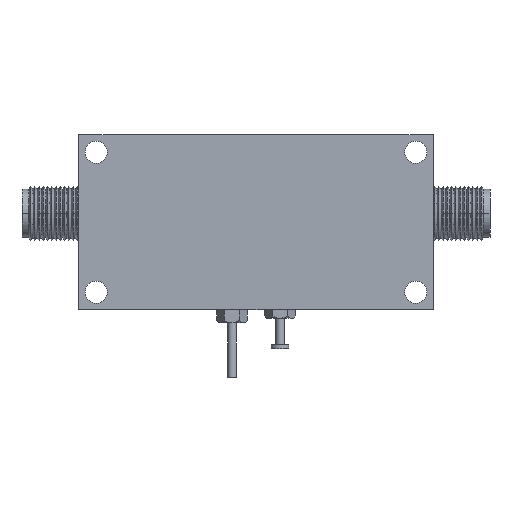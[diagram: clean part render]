
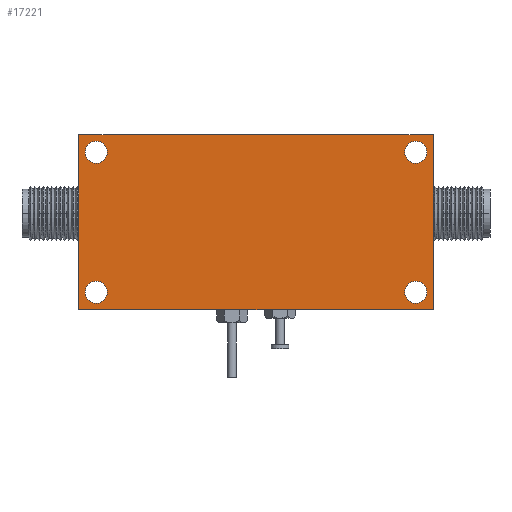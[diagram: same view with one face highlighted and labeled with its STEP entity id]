
A CAD part, front view. The second image highlights one B-rep face of the part: STEP entity #17221.
In plain terms, the highlighted planar face has unit normal (0, -1, 0).
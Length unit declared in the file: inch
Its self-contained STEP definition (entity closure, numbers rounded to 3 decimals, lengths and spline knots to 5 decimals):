
#125 = ORIENTED_EDGE ( 'NONE', *, *, #3654, .F. ) ;
#485 = AXIS2_PLACEMENT_3D ( 'NONE', #11188, #11475, #15580 ) ;
#517 = AXIS2_PLACEMENT_3D ( 'NONE', #16687, #13701, #3342 ) ;
#520 = VERTEX_POINT ( 'NONE', #7405 ) ;
#631 = EDGE_CURVE ( 'NONE', #2820, #520, #12644, .T. ) ;
#714 = VERTEX_POINT ( 'NONE', #11072 ) ;
#959 = ORIENTED_EDGE ( 'NONE', *, *, #1942, .T. ) ;
#1070 = EDGE_CURVE ( 'NONE', #714, #14454, #4319, .T. ) ;
#1081 = LINE ( 'NONE', #15792, #15665 ) ;
#1154 = CIRCLE ( 'NONE', #12046, 0.0505 ) ;
#1233 = CIRCLE ( 'NONE', #12123, 0.0505 ) ;
#1251 = VERTEX_POINT ( 'NONE', #12505 ) ;
#1545 = DIRECTION ( 'NONE',  ( 0., 0., 1. ) ) ;
#1942 = EDGE_CURVE ( 'NONE', #11566, #17418, #12531, .T. ) ;
#1991 = CIRCLE ( 'NONE', #8519, 0.0505 ) ;
#2163 = FACE_BOUND ( 'NONE', #2950, .T. ) ;
#2307 = VERTEX_POINT ( 'NONE', #12418 ) ;
#2672 = VECTOR ( 'NONE', #4895, 39.37008 ) ;
#2682 = CIRCLE ( 'NONE', #517, 0.0505 ) ;
#2718 = CARTESIAN_POINT ( 'NONE',  ( -0.81, -0.2, 0.4 ) ) ;
#2820 = VERTEX_POINT ( 'NONE', #3710 ) ;
#2950 = EDGE_LOOP ( 'NONE', ( #6225, #959 ) ) ;
#3153 = VECTOR ( 'NONE', #6249, 39.37008 ) ;
#3342 = DIRECTION ( 'NONE',  ( 0., 0., 1. ) ) ;
#3654 = EDGE_CURVE ( 'NONE', #520, #714, #1081, .T. ) ;
#3705 = AXIS2_PLACEMENT_3D ( 'NONE', #11449, #14294, #15742 ) ;
#3710 = CARTESIAN_POINT ( 'NONE',  ( -0.35, -0.2, 0.4005 ) ) ;
#3808 = PLANE ( 'NONE',  #13991 ) ;
#3890 = EDGE_CURVE ( 'NONE', #15425, #10066, #1991, .T. ) ;
#4319 = LINE ( 'NONE', #12117, #3153 ) ;
#4457 = DIRECTION ( 'NONE',  ( 0., 1., 0. ) ) ;
#4474 = CARTESIAN_POINT ( 'NONE',  ( 0.73, -0.2, -0.32 ) ) ;
#4485 = ORIENTED_EDGE ( 'NONE', *, *, #9789, .T. ) ;
#4895 = DIRECTION ( 'NONE',  ( 0., 0., 1. ) ) ;
#5017 = CARTESIAN_POINT ( 'NONE',  ( 0.81, -0.2, -0.4 ) ) ;
#5418 = DIRECTION ( 'NONE',  ( 1., 0., 0. ) ) ;
#5469 = CARTESIAN_POINT ( 'NONE',  ( 0., -0.2, 0. ) ) ;
#5523 = ORIENTED_EDGE ( 'NONE', *, *, #12817, .F. ) ;
#5713 = ORIENTED_EDGE ( 'NONE', *, *, #6865, .F. ) ;
#5887 = CARTESIAN_POINT ( 'NONE',  ( 0.73, -0.2, -0.3705 ) ) ;
#5988 = EDGE_LOOP ( 'NONE', ( #17788, #10103 ) ) ;
#6074 = CARTESIAN_POINT ( 'NONE',  ( -0.81, -0.2, -0.4 ) ) ;
#6225 = ORIENTED_EDGE ( 'NONE', *, *, #17051, .T. ) ;
#6249 = DIRECTION ( 'NONE',  ( 1., 0., 0. ) ) ;
#6314 = EDGE_LOOP ( 'NONE', ( #18338, #18234 ) ) ;
#6580 = CARTESIAN_POINT ( 'NONE',  ( 0.73, -0.2, -0.2695 ) ) ;
#6865 = EDGE_CURVE ( 'NONE', #14454, #14259, #10009, .T. ) ;
#7257 = EDGE_CURVE ( 'NONE', #10122, #13806, #12417, .T. ) ;
#7370 = EDGE_LOOP ( 'NONE', ( #5713, #11458, #125, #9273, #8769, #5523, #14877, #11332 ) ) ;
#7405 = CARTESIAN_POINT ( 'NONE',  ( 0.35, -0.2, 0.4005 ) ) ;
#7781 = DIRECTION ( 'NONE',  ( 0., 0., 1. ) ) ;
#8068 = VECTOR ( 'NONE', #18644, 39.37008 ) ;
#8519 = AXIS2_PLACEMENT_3D ( 'NONE', #4474, #16356, #7781 ) ;
#8540 = EDGE_CURVE ( 'NONE', #1251, #19195, #13260, .T. ) ;
#8750 = DIRECTION ( 'NONE',  ( 1., 0., 0. ) ) ;
#8769 = ORIENTED_EDGE ( 'NONE', *, *, #13535, .T. ) ;
#8931 = EDGE_CURVE ( 'NONE', #10066, #15425, #2682, .T. ) ;
#9273 = ORIENTED_EDGE ( 'NONE', *, *, #631, .F. ) ;
#9422 = DIRECTION ( 'NONE',  ( -1., 0., 0. ) ) ;
#9483 = CARTESIAN_POINT ( 'NONE',  ( -0.35, -0.2, 0.4 ) ) ;
#9609 = CARTESIAN_POINT ( 'NONE',  ( -0.35, -0.2, 0.4005 ) ) ;
#9722 = CARTESIAN_POINT ( 'NONE',  ( -0.73, -0.2, 0.2695 ) ) ;
#9789 = EDGE_CURVE ( 'NONE', #2307, #15259, #17383, .T. ) ;
#9816 = VECTOR ( 'NONE', #11666, 39.37008 ) ;
#10009 = LINE ( 'NONE', #19057, #9816 ) ;
#10066 = VERTEX_POINT ( 'NONE', #5887 ) ;
#10103 = ORIENTED_EDGE ( 'NONE', *, *, #8931, .T. ) ;
#10122 = VERTEX_POINT ( 'NONE', #6074 ) ;
#10229 = VERTEX_POINT ( 'NONE', #9483 ) ;
#10351 = DIRECTION ( 'NONE',  ( 0., 1., 0. ) ) ;
#10833 = CARTESIAN_POINT ( 'NONE',  ( 0.81, -0.2, 0.4 ) ) ;
#11072 = CARTESIAN_POINT ( 'NONE',  ( 0.35, -0.2, 0.4 ) ) ;
#11188 = CARTESIAN_POINT ( 'NONE',  ( -0.73, -0.2, -0.32 ) ) ;
#11216 = FACE_BOUND ( 'NONE', #17116, .T. ) ;
#11312 = DIRECTION ( 'NONE',  ( 0., -1., 0. ) ) ;
#11332 = ORIENTED_EDGE ( 'NONE', *, *, #17851, .F. ) ;
#11410 = CARTESIAN_POINT ( 'NONE',  ( -0.73, -0.2, -0.32 ) ) ;
#11449 = CARTESIAN_POINT ( 'NONE',  ( 0.73, -0.2, 0.32 ) ) ;
#11458 = ORIENTED_EDGE ( 'NONE', *, *, #1070, .F. ) ;
#11475 = DIRECTION ( 'NONE',  ( 0., 1., 0. ) ) ;
#11566 = VERTEX_POINT ( 'NONE', #9722 ) ;
#11666 = DIRECTION ( 'NONE',  ( 0., 0., -1. ) ) ;
#11959 = CARTESIAN_POINT ( 'NONE',  ( 0.73, -0.2, 0.2695 ) ) ;
#12046 = AXIS2_PLACEMENT_3D ( 'NONE', #11410, #14736, #17540 ) ;
#12104 = AXIS2_PLACEMENT_3D ( 'NONE', #17934, #10351, #13300 ) ;
#12117 = CARTESIAN_POINT ( 'NONE',  ( -0.81, -0.2, 0.4 ) ) ;
#12123 = AXIS2_PLACEMENT_3D ( 'NONE', #14722, #16537, #16440 ) ;
#12195 = EDGE_CURVE ( 'NONE', #19195, #1251, #1154, .T. ) ;
#12281 = CARTESIAN_POINT ( 'NONE',  ( -0.73, -0.2, 0.3705 ) ) ;
#12417 = LINE ( 'NONE', #16787, #2672 ) ;
#12418 = CARTESIAN_POINT ( 'NONE',  ( 0.73, -0.2, 0.3705 ) ) ;
#12505 = CARTESIAN_POINT ( 'NONE',  ( -0.73, -0.2, -0.3705 ) ) ;
#12531 = CIRCLE ( 'NONE', #19049, 0.0505 ) ;
#12644 = LINE ( 'NONE', #9609, #13135 ) ;
#12715 = LINE ( 'NONE', #16012, #8068 ) ;
#12735 = CIRCLE ( 'NONE', #12104, 0.0505 ) ;
#12789 = FACE_BOUND ( 'NONE', #6314, .T. ) ;
#12817 = EDGE_CURVE ( 'NONE', #13806, #10229, #14904, .T. ) ;
#13135 = VECTOR ( 'NONE', #5418, 39.37008 ) ;
#13260 = CIRCLE ( 'NONE', #485, 0.0505 ) ;
#13300 = DIRECTION ( 'NONE',  ( 0., 0., 1. ) ) ;
#13484 = CARTESIAN_POINT ( 'NONE',  ( -0.73, -0.2, -0.2695 ) ) ;
#13535 = EDGE_CURVE ( 'NONE', #2820, #10229, #12715, .T. ) ;
#13634 = CARTESIAN_POINT ( 'NONE',  ( -0.81, -0.2, 0.4 ) ) ;
#13701 = DIRECTION ( 'NONE',  ( 0., 1., 0. ) ) ;
#13806 = VERTEX_POINT ( 'NONE', #2718 ) ;
#13991 = AXIS2_PLACEMENT_3D ( 'NONE', #5469, #11312, #17249 ) ;
#14007 = VECTOR ( 'NONE', #9422, 39.37008 ) ;
#14157 = DIRECTION ( 'NONE',  ( 0., 0., -1. ) ) ;
#14212 = LINE ( 'NONE', #18573, #14007 ) ;
#14259 = VERTEX_POINT ( 'NONE', #5017 ) ;
#14294 = DIRECTION ( 'NONE',  ( 0., 1., 0. ) ) ;
#14454 = VERTEX_POINT ( 'NONE', #10833 ) ;
#14722 = CARTESIAN_POINT ( 'NONE',  ( 0.73, -0.2, 0.32 ) ) ;
#14736 = DIRECTION ( 'NONE',  ( 0., 1., 0. ) ) ;
#14877 = ORIENTED_EDGE ( 'NONE', *, *, #7257, .F. ) ;
#14904 = LINE ( 'NONE', #13634, #18214 ) ;
#15259 = VERTEX_POINT ( 'NONE', #11959 ) ;
#15425 = VERTEX_POINT ( 'NONE', #6580 ) ;
#15513 = FACE_OUTER_BOUND ( 'NONE', #7370, .T. ) ;
#15580 = DIRECTION ( 'NONE',  ( 0., 0., 1. ) ) ;
#15665 = VECTOR ( 'NONE', #14157, 39.37008 ) ;
#15742 = DIRECTION ( 'NONE',  ( 0., 0., 1. ) ) ;
#15792 = CARTESIAN_POINT ( 'NONE',  ( 0.35, -0.2, 0.4005 ) ) ;
#16012 = CARTESIAN_POINT ( 'NONE',  ( -0.35, -0.2, 0.4005 ) ) ;
#16356 = DIRECTION ( 'NONE',  ( 0., 1., 0. ) ) ;
#16440 = DIRECTION ( 'NONE',  ( 0., 0., 1. ) ) ;
#16537 = DIRECTION ( 'NONE',  ( 0., 1., 0. ) ) ;
#16687 = CARTESIAN_POINT ( 'NONE',  ( 0.73, -0.2, -0.32 ) ) ;
#16741 = ORIENTED_EDGE ( 'NONE', *, *, #18229, .T. ) ;
#16787 = CARTESIAN_POINT ( 'NONE',  ( -0.81, -0.2, 0.4 ) ) ;
#17051 = EDGE_CURVE ( 'NONE', #17418, #11566, #12735, .T. ) ;
#17116 = EDGE_LOOP ( 'NONE', ( #4485, #16741 ) ) ;
#17155 = FACE_BOUND ( 'NONE', #5988, .T. ) ;
#17221 = ADVANCED_FACE ( 'NONE', ( #12789, #2163, #11216, #17155, #15513 ), #3808, .T. ) ;
#17249 = DIRECTION ( 'NONE',  ( 0., 0., -1. ) ) ;
#17383 = CIRCLE ( 'NONE', #3705, 0.0505 ) ;
#17418 = VERTEX_POINT ( 'NONE', #12281 ) ;
#17540 = DIRECTION ( 'NONE',  ( 0., 0., 1. ) ) ;
#17788 = ORIENTED_EDGE ( 'NONE', *, *, #3890, .T. ) ;
#17851 = EDGE_CURVE ( 'NONE', #14259, #10122, #14212, .T. ) ;
#17934 = CARTESIAN_POINT ( 'NONE',  ( -0.73, -0.2, 0.32 ) ) ;
#18214 = VECTOR ( 'NONE', #8750, 39.37008 ) ;
#18229 = EDGE_CURVE ( 'NONE', #15259, #2307, #1233, .T. ) ;
#18234 = ORIENTED_EDGE ( 'NONE', *, *, #8540, .T. ) ;
#18338 = ORIENTED_EDGE ( 'NONE', *, *, #12195, .T. ) ;
#18573 = CARTESIAN_POINT ( 'NONE',  ( -0.81, -0.2, -0.4 ) ) ;
#18644 = DIRECTION ( 'NONE',  ( 0., 0., -1. ) ) ;
#19049 = AXIS2_PLACEMENT_3D ( 'NONE', #19267, #4457, #1545 ) ;
#19057 = CARTESIAN_POINT ( 'NONE',  ( 0.81, -0.2, 0.4 ) ) ;
#19195 = VERTEX_POINT ( 'NONE', #13484 ) ;
#19267 = CARTESIAN_POINT ( 'NONE',  ( -0.73, -0.2, 0.32 ) ) ;
